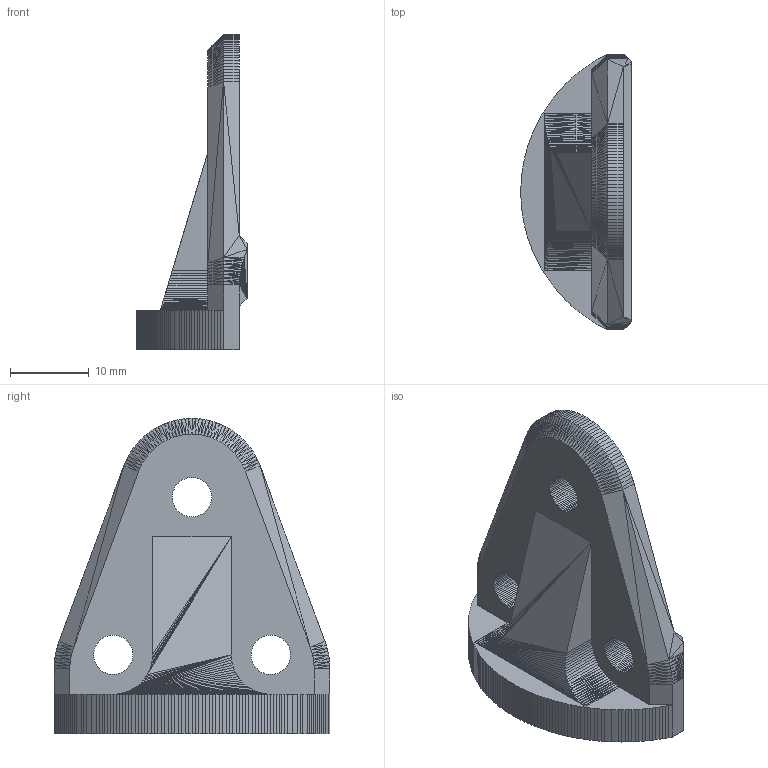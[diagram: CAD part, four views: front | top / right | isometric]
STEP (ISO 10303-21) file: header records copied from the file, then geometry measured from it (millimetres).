
FILE_DESCRIPTION(/* description */ (''),/* implementation_level */ '2;1');
FILE_NAME(/* name */ '4-Bed_Support.stp',/* time_stamp */ '2017-03-23T13:08:57-04:00',/* author */ ('Tiktiki'),/* organization */ (''),/* preprocessor_version */ 'ST-DEVELOPER v16.1',/* originating_system */ 'Autodesk Inventor 2016',/* authorisation */ '');
FILE_SCHEMA (('AUTOMOTIVE_DESIGN { 1 0 10303 214 3 1 1 }'));
Length unit declared in the file: millimetre
Products named in the file (1): 4-Bed_Support
Bounding box: 14 x 35 x 40 mm (x, y, z)
Volume: 5490 mm3; surface area: 3395 mm2
Topology: 1 solids, 2 shells, 886 faces, 2049 edges, 1168 vertices
Faces by surface type: plane 886
Entity records: 23826 total; most frequent: CARTESIAN_POINT 4104, ORIENTED_EDGE 4098, DIRECTION 3823, LINE 2049, VECTOR 2049, EDGE_CURVE 2049, VERTEX_POINT 1168, EDGE_LOOP 895
